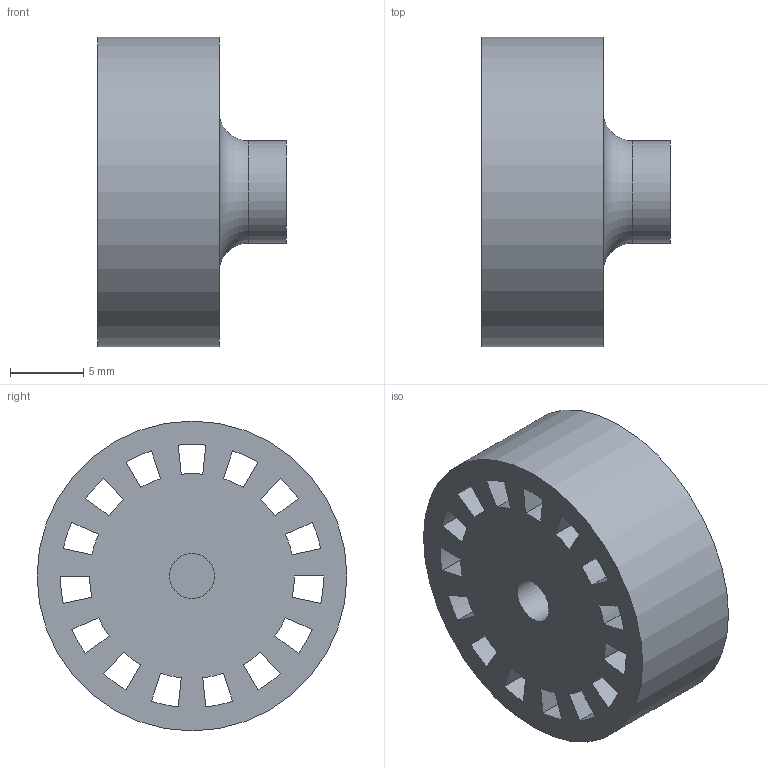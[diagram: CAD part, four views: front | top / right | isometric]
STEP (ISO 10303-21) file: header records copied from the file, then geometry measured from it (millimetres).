
FILE_DESCRIPTION(/* description */ ('','CAx-IF Rec.Pracs.---Representation and Presentation of Product Manufacturing Information (PMI)---4.0---2014-10-13'),/* implementation_level */ '2;1');
FILE_NAME(/* name */ '',/* time_stamp */ '2019-12-17T22:26:21-05:00',/* author */ (''),/* organization */ (''),/* preprocessor_version */ 'ST-DEVELOPER v18',/* originating_system */ '',/* authorisation */ '');
FILE_SCHEMA (('AP242_MANAGED_MODEL_BASED_3D_ENGINEERING_MIM_LF { 1 0 10303 442 1 1 4 }'));
Length unit declared in the file: millimetre
Products named in the file (1): ScrollWheel
Bounding box: 12.9 x 21.2 x 21.2 mm (x, y, z)
Volume: 2619.3 mm3; surface area: 2275.5 mm2
Topology: 1 solids, 1 shells, 70 faces, 198 edges, 133 vertices
Faces by surface type: plane 35, cylinder 34, torus 1
Full cylindrical faces by diameter (mm): 3.08 x1, 3.15 x1, 7 x1, 21.2 x1
Entity records: 2490 total; most frequent: DIRECTION 440, CARTESIAN_POINT 419, ORIENTED_EDGE 396, EDGE_CURVE 198, AXIS2_PLACEMENT_3D 158, VERTEX_POINT 133, LINE 124, VECTOR 124
